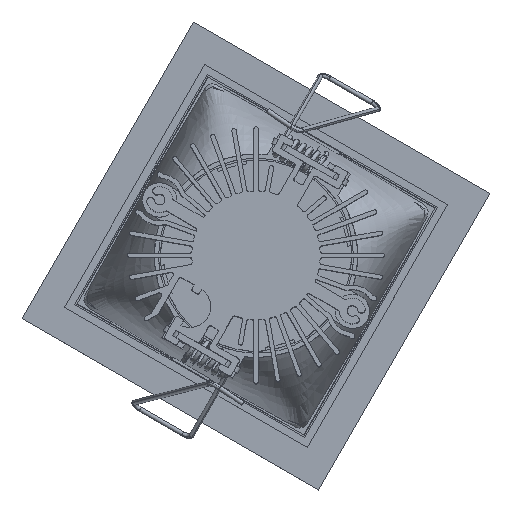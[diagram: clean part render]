
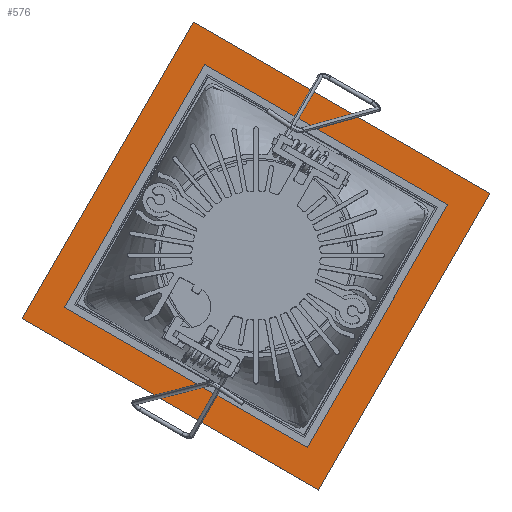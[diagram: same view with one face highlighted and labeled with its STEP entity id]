
A CAD part, top view. The second image highlights one B-rep face of the part: STEP entity #576.
In plain terms, the highlighted planar face has unit normal (0, 0, 1).
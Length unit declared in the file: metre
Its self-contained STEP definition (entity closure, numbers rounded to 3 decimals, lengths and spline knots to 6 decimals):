
#58=FACE_BOUND('',#1816,.T.);
#576=ADVANCED_FACE('',(#1189,#58),#10823,.T.);
#1189=FACE_OUTER_BOUND('',#1815,.T.);
#1815=EDGE_LOOP('',(#4953,#4954,#4955,#4956));
#1816=EDGE_LOOP('',(#4957,#4958,#4959,#4960));
#4953=ORIENTED_EDGE('',*,*,#7013,.F.);
#4954=ORIENTED_EDGE('',*,*,#7014,.F.);
#4955=ORIENTED_EDGE('',*,*,#7015,.F.);
#4956=ORIENTED_EDGE('',*,*,#7012,.F.);
#4957=ORIENTED_EDGE('',*,*,#7016,.F.);
#4958=ORIENTED_EDGE('',*,*,#7017,.F.);
#4959=ORIENTED_EDGE('',*,*,#7018,.F.);
#4960=ORIENTED_EDGE('',*,*,#7019,.F.);
#7012=EDGE_CURVE('',#10087,#10088,#8951,.T.);
#7013=EDGE_CURVE('',#10089,#10087,#8952,.T.);
#7014=EDGE_CURVE('',#10090,#10089,#8953,.T.);
#7015=EDGE_CURVE('',#10088,#10090,#8954,.T.);
#7016=EDGE_CURVE('',#10091,#10092,#8955,.T.);
#7017=EDGE_CURVE('',#10093,#10091,#8956,.T.);
#7018=EDGE_CURVE('',#10094,#10093,#8957,.T.);
#7019=EDGE_CURVE('',#10092,#10094,#8958,.T.);
#8951=B_SPLINE_CURVE_WITH_KNOTS('',1,(#38095,#38096),.UNSPECIFIED.,.F.,
 .F.,(2,2),(0.,0.08),.UNSPECIFIED.);
#8952=B_SPLINE_CURVE_WITH_KNOTS('',1,(#38097,#38098),.UNSPECIFIED.,.F.,
 .F.,(2,2),(-0.08,0.),.UNSPECIFIED.);
#8953=B_SPLINE_CURVE_WITH_KNOTS('',1,(#38099,#38100),.UNSPECIFIED.,.F.,
 .F.,(2,2),(-0.08,0.),.UNSPECIFIED.);
#8954=B_SPLINE_CURVE_WITH_KNOTS('',1,(#38101,#38102),.UNSPECIFIED.,.F.,
 .F.,(2,2),(-0.08,0.),.UNSPECIFIED.);
#8955=B_SPLINE_CURVE_WITH_KNOTS('',1,(#38103,#38104),.UNSPECIFIED.,.F.,
 .F.,(2,2),(0.,0.0655),.UNSPECIFIED.);
#8956=B_SPLINE_CURVE_WITH_KNOTS('',1,(#38105,#38106),.UNSPECIFIED.,.F.,
 .F.,(2,2),(-0.0655,0.),.UNSPECIFIED.);
#8957=B_SPLINE_CURVE_WITH_KNOTS('',1,(#38107,#38108),.UNSPECIFIED.,.F.,
 .F.,(2,2),(0.,0.0655),.UNSPECIFIED.);
#8958=B_SPLINE_CURVE_WITH_KNOTS('',1,(#38109,#38110),.UNSPECIFIED.,.F.,
 .F.,(2,2),(0.,0.0655),.UNSPECIFIED.);
#10087=VERTEX_POINT('',#38055);
#10088=VERTEX_POINT('',#38056);
#10089=VERTEX_POINT('',#38057);
#10090=VERTEX_POINT('',#38058);
#10091=VERTEX_POINT('',#38059);
#10092=VERTEX_POINT('',#38060);
#10093=VERTEX_POINT('',#38061);
#10094=VERTEX_POINT('',#38062);
#10823=PLANE('',#11219);
#11219=AXIS2_PLACEMENT_3D('',#38030,#11531,$);
#11531=DIRECTION('',(0.,0.,1.));
#38030=CARTESIAN_POINT('',(0.944208,0.253,-0.052));
#38055=CARTESIAN_POINT('',(-0.014641,0.054641,-0.052));
#38056=CARTESIAN_POINT('',(0.054641,0.014641,-0.052));
#38057=CARTESIAN_POINT('',(-0.054641,-0.014641,-0.052));
#38058=CARTESIAN_POINT('',(0.014641,-0.054641,-0.052));
#38059=CARTESIAN_POINT('',(-0.011987,0.044737,-0.052));
#38060=CARTESIAN_POINT('',(-0.044737,-0.011987,-0.052));
#38061=CARTESIAN_POINT('',(0.044737,0.011987,-0.052));
#38062=CARTESIAN_POINT('',(0.011987,-0.044737,-0.052));
#38095=CARTESIAN_POINT('',(-0.014641,0.054641,-0.052));
#38096=CARTESIAN_POINT('',(0.054641,0.014641,-0.052));
#38097=CARTESIAN_POINT('',(-0.054641,-0.014641,-0.052));
#38098=CARTESIAN_POINT('',(-0.014641,0.054641,-0.052));
#38099=CARTESIAN_POINT('',(0.014641,-0.054641,-0.052));
#38100=CARTESIAN_POINT('',(-0.054641,-0.014641,-0.052));
#38101=CARTESIAN_POINT('',(0.054641,0.014641,-0.052));
#38102=CARTESIAN_POINT('',(0.014641,-0.054641,-0.052));
#38103=CARTESIAN_POINT('',(-0.011987,0.044737,-0.052));
#38104=CARTESIAN_POINT('',(-0.044737,-0.011987,-0.052));
#38105=CARTESIAN_POINT('',(0.044737,0.011987,-0.052));
#38106=CARTESIAN_POINT('',(-0.011987,0.044737,-0.052));
#38107=CARTESIAN_POINT('',(0.011987,-0.044737,-0.052));
#38108=CARTESIAN_POINT('',(0.044737,0.011987,-0.052));
#38109=CARTESIAN_POINT('',(-0.044737,-0.011987,-0.052));
#38110=CARTESIAN_POINT('',(0.011987,-0.044737,-0.052));
